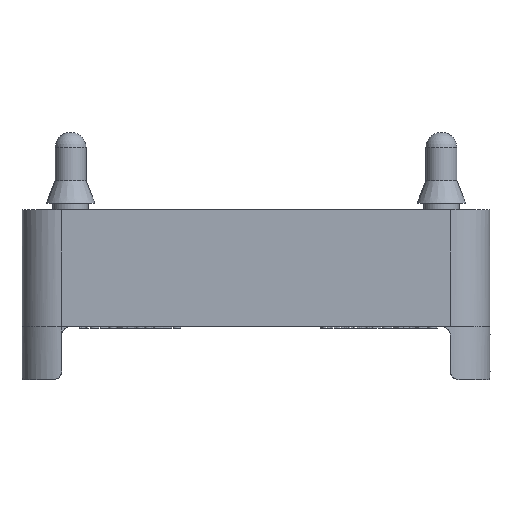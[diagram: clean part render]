
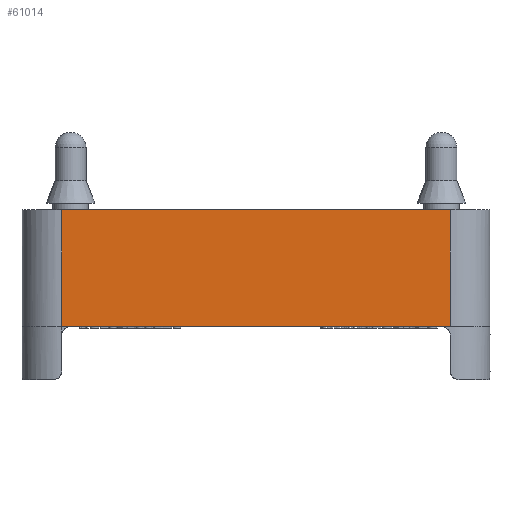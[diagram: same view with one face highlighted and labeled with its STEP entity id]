
A CAD part, front view. The second image highlights one B-rep face of the part: STEP entity #61014.
In plain terms, the highlighted planar face has unit normal (0, -1, 0).
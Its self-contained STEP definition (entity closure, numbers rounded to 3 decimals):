
#1123=CARTESIAN_POINT('',(-21.97,-26.5,-2.0));
#1124=VERTEX_POINT('',#1123);
#3639=CARTESIAN_POINT('',(21.97,-26.5,-2.0));
#3640=VERTEX_POINT('',#3639);
#3648=CARTESIAN_POINT('',(-21.97,-26.5,-2.0));
#3649=DIRECTION('',(1.0,0.0,0.0));
#3650=VECTOR('',#3649,43.94);
#3651=LINE('',#3648,#3650);
#3652=EDGE_CURVE('',#1124,#3640,#3651,.T.);
#60122=CARTESIAN_POINT('',(22.,-26.5,-2.0));
#60123=VERTEX_POINT('',#60122);
#60133=CARTESIAN_POINT('',(21.97,-26.5,-2.0));
#60134=DIRECTION('',(1.0,0.0,0.0));
#60135=VECTOR('',#60134,0.03);
#60136=LINE('',#60133,#60135);
#60137=EDGE_CURVE('',#3640,#60123,#60136,.T.);
#60200=CARTESIAN_POINT('',(-22.,-26.5,-2.0));
#60201=VERTEX_POINT('',#60200);
#60217=CARTESIAN_POINT('',(-22.,-26.5,-2.0));
#60218=DIRECTION('',(1.,0.,0.0));
#60219=VECTOR('',#60218,0.03);
#60220=LINE('',#60217,#60219);
#60221=EDGE_CURVE('',#60201,#1124,#60220,.T.);
#60982=CARTESIAN_POINT('',(22.,-26.5,-2.0));
#60983=DIRECTION('',(0.0,-1.0,0.0));
#60984=DIRECTION('',(0.0,0.0,-1.0));
#60985=AXIS2_PLACEMENT_3D('',#60982,#60983,#60984);
#60986=PLANE('',#60985);
#60987=ORIENTED_EDGE('',*,*,#60221,.T.);
#60988=ORIENTED_EDGE('',*,*,#3652,.T.);
#60989=ORIENTED_EDGE('',*,*,#60137,.T.);
#60990=CARTESIAN_POINT('',(22.,-26.5,11.25));
#60991=VERTEX_POINT('',#60990);
#60992=CARTESIAN_POINT('',(22.,-26.5,-2.0));
#60993=DIRECTION('',(0.0,0.0,1.0));
#60994=VECTOR('',#60993,13.25);
#60995=LINE('',#60992,#60994);
#60996=EDGE_CURVE('',#60123,#60991,#60995,.T.);
#60997=ORIENTED_EDGE('',*,*,#60996,.T.);
#60998=CARTESIAN_POINT('',(-22.,-26.5,11.25));
#60999=VERTEX_POINT('',#60998);
#61000=CARTESIAN_POINT('',(22.,-26.5,11.25));
#61001=DIRECTION('',(-1.0,0.0,0.0));
#61002=VECTOR('',#61001,44.0);
#61003=LINE('',#61000,#61002);
#61004=EDGE_CURVE('',#60991,#60999,#61003,.T.);
#61005=ORIENTED_EDGE('',*,*,#61004,.T.);
#61006=CARTESIAN_POINT('',(-22.,-26.5,-2.0));
#61007=DIRECTION('',(0.0,0.0,1.0));
#61008=VECTOR('',#61007,13.25);
#61009=LINE('',#61006,#61008);
#61010=EDGE_CURVE('',#60201,#60999,#61009,.T.);
#61011=ORIENTED_EDGE('',*,*,#61010,.F.);
#61012=EDGE_LOOP('',(#60987,#60988,#60989,#60997,#61005,#61011));
#61013=FACE_OUTER_BOUND('',#61012,.T.);
#61014=ADVANCED_FACE('',(#61013),#60986,.T.);
